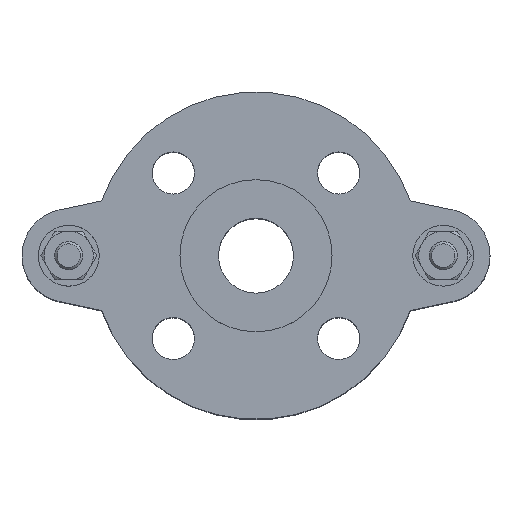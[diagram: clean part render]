
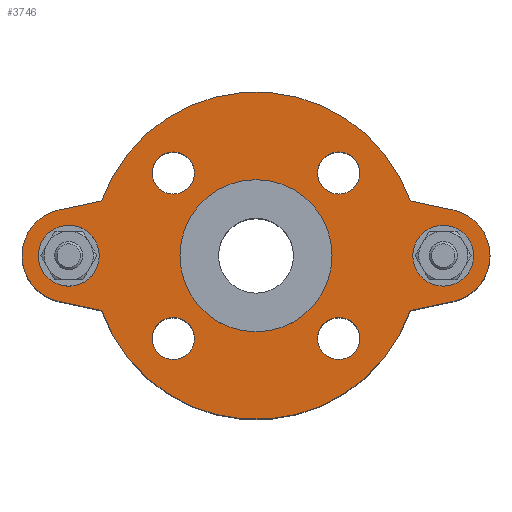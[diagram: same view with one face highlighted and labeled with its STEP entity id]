
A CAD part, top view. The second image highlights one B-rep face of the part: STEP entity #3746.
In plain terms, the highlighted planar face has unit normal (0, 0, 1).
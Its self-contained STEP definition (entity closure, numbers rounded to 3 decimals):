
#28=FACE_BOUND('',#1059,.T.);
#29=FACE_BOUND('',#1060,.T.);
#30=FACE_BOUND('',#1061,.T.);
#31=FACE_BOUND('',#1062,.T.);
#32=FACE_BOUND('',#1063,.T.);
#33=FACE_BOUND('',#1064,.T.);
#34=FACE_BOUND('',#1065,.T.);
#432=LINE('',#6049,#600);
#436=LINE('',#6058,#604);
#440=LINE('',#6088,#608);
#441=LINE('',#6092,#609);
#600=VECTOR('',#4713,10.);
#604=VECTOR('',#4719,10.);
#608=VECTOR('',#4755,10.);
#609=VECTOR('',#4758,10.);
#834=FACE_OUTER_BOUND('',#1058,.T.);
#1058=EDGE_LOOP('',(#2900,#2901,#2902,#2903,#2904,#2905,#2906,#2907));
#1059=EDGE_LOOP('',(#2908,#2909));
#1060=EDGE_LOOP('',(#2910,#2911));
#1061=EDGE_LOOP('',(#2912,#2913));
#1062=EDGE_LOOP('',(#2914,#2915));
#1063=EDGE_LOOP('',(#2916,#2917));
#1064=EDGE_LOOP('',(#2918,#2919));
#1065=EDGE_LOOP('',(#2920,#2921));
#1289=CIRCLE('',#4053,20.);
#1292=CIRCLE('',#4058,13.);
#1293=CIRCLE('',#4059,13.);
#1298=CIRCLE('',#4066,70.);
#1299=CIRCLE('',#4067,20.);
#1300=CIRCLE('',#4068,70.);
#1301=CIRCLE('',#4069,32.5);
#1302=CIRCLE('',#4070,32.5);
#1303=CIRCLE('',#4071,9.);
#1304=CIRCLE('',#4072,9.);
#1305=CIRCLE('',#4073,9.);
#1306=CIRCLE('',#4074,9.);
#1307=CIRCLE('',#4075,9.);
#1308=CIRCLE('',#4076,9.);
#1309=CIRCLE('',#4077,9.);
#1310=CIRCLE('',#4078,9.);
#1311=CIRCLE('',#4079,13.);
#1312=CIRCLE('',#4080,13.);
#1602=VERTEX_POINT('',#6046);
#1603=VERTEX_POINT('',#6048);
#1606=VERTEX_POINT('',#6055);
#1607=VERTEX_POINT('',#6057);
#1610=VERTEX_POINT('',#6069);
#1611=VERTEX_POINT('',#6071);
#1616=VERTEX_POINT('',#6085);
#1617=VERTEX_POINT('',#6087);
#1618=VERTEX_POINT('',#6089);
#1619=VERTEX_POINT('',#6091);
#1620=VERTEX_POINT('',#6094);
#1621=VERTEX_POINT('',#6095);
#1622=VERTEX_POINT('',#6098);
#1623=VERTEX_POINT('',#6099);
#1624=VERTEX_POINT('',#6102);
#1625=VERTEX_POINT('',#6103);
#1626=VERTEX_POINT('',#6106);
#1627=VERTEX_POINT('',#6107);
#1628=VERTEX_POINT('',#6110);
#1629=VERTEX_POINT('',#6111);
#1630=VERTEX_POINT('',#6114);
#1631=VERTEX_POINT('',#6115);
#2076=EDGE_CURVE('',#1602,#1603,#432,.T.);
#2080=EDGE_CURVE('',#1606,#1607,#436,.T.);
#2083=EDGE_CURVE('',#1603,#1606,#1289,.T.);
#2087=EDGE_CURVE('',#1611,#1610,#1292,.T.);
#2088=EDGE_CURVE('',#1610,#1611,#1293,.T.);
#2094=EDGE_CURVE('',#1616,#1602,#1298,.T.);
#2095=EDGE_CURVE('',#1616,#1617,#440,.T.);
#2096=EDGE_CURVE('',#1617,#1618,#1299,.T.);
#2097=EDGE_CURVE('',#1618,#1619,#441,.T.);
#2098=EDGE_CURVE('',#1607,#1619,#1300,.T.);
#2099=EDGE_CURVE('',#1620,#1621,#1301,.T.);
#2100=EDGE_CURVE('',#1621,#1620,#1302,.T.);
#2101=EDGE_CURVE('',#1622,#1623,#1303,.T.);
#2102=EDGE_CURVE('',#1623,#1622,#1304,.T.);
#2103=EDGE_CURVE('',#1624,#1625,#1305,.T.);
#2104=EDGE_CURVE('',#1625,#1624,#1306,.T.);
#2105=EDGE_CURVE('',#1626,#1627,#1307,.T.);
#2106=EDGE_CURVE('',#1627,#1626,#1308,.T.);
#2107=EDGE_CURVE('',#1628,#1629,#1309,.T.);
#2108=EDGE_CURVE('',#1629,#1628,#1310,.T.);
#2109=EDGE_CURVE('',#1630,#1631,#1311,.T.);
#2110=EDGE_CURVE('',#1631,#1630,#1312,.T.);
#2900=ORIENTED_EDGE('',*,*,#2080,.F.);
#2901=ORIENTED_EDGE('',*,*,#2083,.F.);
#2902=ORIENTED_EDGE('',*,*,#2076,.F.);
#2903=ORIENTED_EDGE('',*,*,#2094,.F.);
#2904=ORIENTED_EDGE('',*,*,#2095,.T.);
#2905=ORIENTED_EDGE('',*,*,#2096,.T.);
#2906=ORIENTED_EDGE('',*,*,#2097,.T.);
#2907=ORIENTED_EDGE('',*,*,#2098,.F.);
#2908=ORIENTED_EDGE('',*,*,#2087,.T.);
#2909=ORIENTED_EDGE('',*,*,#2088,.T.);
#2910=ORIENTED_EDGE('',*,*,#2099,.T.);
#2911=ORIENTED_EDGE('',*,*,#2100,.T.);
#2912=ORIENTED_EDGE('',*,*,#2101,.T.);
#2913=ORIENTED_EDGE('',*,*,#2102,.T.);
#2914=ORIENTED_EDGE('',*,*,#2103,.T.);
#2915=ORIENTED_EDGE('',*,*,#2104,.T.);
#2916=ORIENTED_EDGE('',*,*,#2105,.T.);
#2917=ORIENTED_EDGE('',*,*,#2106,.T.);
#2918=ORIENTED_EDGE('',*,*,#2107,.T.);
#2919=ORIENTED_EDGE('',*,*,#2108,.T.);
#2920=ORIENTED_EDGE('',*,*,#2109,.T.);
#2921=ORIENTED_EDGE('',*,*,#2110,.T.);
#3616=PLANE('',#4065);
#3746=ADVANCED_FACE('',(#834,#28,#29,#30,#31,#32,#33,#34),#3616,.T.);
#4053=AXIS2_PLACEMENT_3D('',#6062,#4725,#4726);
#4058=AXIS2_PLACEMENT_3D('',#6072,#4736,#4737);
#4059=AXIS2_PLACEMENT_3D('',#6073,#4738,#4739);
#4065=AXIS2_PLACEMENT_3D('',#6084,#4751,#4752);
#4066=AXIS2_PLACEMENT_3D('',#6086,#4753,#4754);
#4067=AXIS2_PLACEMENT_3D('',#6090,#4756,#4757);
#4068=AXIS2_PLACEMENT_3D('',#6093,#4759,#4760);
#4069=AXIS2_PLACEMENT_3D('',#6096,#4761,#4762);
#4070=AXIS2_PLACEMENT_3D('',#6097,#4763,#4764);
#4071=AXIS2_PLACEMENT_3D('',#6100,#4765,#4766);
#4072=AXIS2_PLACEMENT_3D('',#6101,#4767,#4768);
#4073=AXIS2_PLACEMENT_3D('',#6104,#4769,#4770);
#4074=AXIS2_PLACEMENT_3D('',#6105,#4771,#4772);
#4075=AXIS2_PLACEMENT_3D('',#6108,#4773,#4774);
#4076=AXIS2_PLACEMENT_3D('',#6109,#4775,#4776);
#4077=AXIS2_PLACEMENT_3D('',#6112,#4777,#4778);
#4078=AXIS2_PLACEMENT_3D('',#6113,#4779,#4780);
#4079=AXIS2_PLACEMENT_3D('',#6116,#4781,#4782);
#4080=AXIS2_PLACEMENT_3D('',#6117,#4783,#4784);
#4713=DIRECTION('',(-0.978,0.208,0.));
#4719=DIRECTION('',(0.978,0.208,0.));
#4725=DIRECTION('center_axis',(0.,0.,-1.));
#4726=DIRECTION('ref_axis',(-0.208,-0.978,0.));
#4736=DIRECTION('center_axis',(0.,0.,-1.));
#4737=DIRECTION('ref_axis',(-1.,0.,0.));
#4738=DIRECTION('center_axis',(0.,0.,-1.));
#4739=DIRECTION('ref_axis',(-1.,0.,0.));
#4751=DIRECTION('center_axis',(0.,0.,1.));
#4752=DIRECTION('ref_axis',(1.,0.,0.));
#4753=DIRECTION('center_axis',(0.,0.,-1.));
#4754=DIRECTION('ref_axis',(1.,0.,0.));
#4755=DIRECTION('',(0.978,0.208,0.));
#4756=DIRECTION('center_axis',(0.,0.,1.));
#4757=DIRECTION('ref_axis',(0.208,-0.978,0.));
#4758=DIRECTION('',(-0.978,0.208,0.));
#4759=DIRECTION('center_axis',(0.,0.,-1.));
#4760=DIRECTION('ref_axis',(1.,0.,0.));
#4761=DIRECTION('center_axis',(0.,0.,-1.));
#4762=DIRECTION('ref_axis',(1.,0.,0.));
#4763=DIRECTION('center_axis',(0.,0.,-1.));
#4764=DIRECTION('ref_axis',(1.,0.,0.));
#4765=DIRECTION('center_axis',(0.,0.,-1.));
#4766=DIRECTION('ref_axis',(1.,0.,0.));
#4767=DIRECTION('center_axis',(0.,0.,-1.));
#4768=DIRECTION('ref_axis',(1.,0.,0.));
#4769=DIRECTION('center_axis',(0.,0.,-1.));
#4770=DIRECTION('ref_axis',(0.,1.,0.));
#4771=DIRECTION('center_axis',(0.,0.,-1.));
#4772=DIRECTION('ref_axis',(0.,1.,0.));
#4773=DIRECTION('center_axis',(0.,0.,-1.));
#4774=DIRECTION('ref_axis',(-1.,0.,0.));
#4775=DIRECTION('center_axis',(0.,0.,-1.));
#4776=DIRECTION('ref_axis',(-1.,0.,0.));
#4777=DIRECTION('center_axis',(0.,0.,-1.));
#4778=DIRECTION('ref_axis',(0.,-1.,0.));
#4779=DIRECTION('center_axis',(0.,0.,-1.));
#4780=DIRECTION('ref_axis',(0.,-1.,0.));
#4781=DIRECTION('center_axis',(0.,0.,-1.));
#4782=DIRECTION('ref_axis',(1.,0.,0.));
#4783=DIRECTION('center_axis',(0.,0.,-1.));
#4784=DIRECTION('ref_axis',(1.,0.,0.));
#6046=CARTESIAN_POINT('',(-65.962,-23.431,63.75));
#6048=CARTESIAN_POINT('',(-84.158,-19.563,63.75));
#6049=CARTESIAN_POINT('',(-65.962,-23.431,63.75));
#6055=CARTESIAN_POINT('',(-84.158,19.563,63.75));
#6057=CARTESIAN_POINT('',(-65.962,23.431,63.75));
#6058=CARTESIAN_POINT('',(-84.158,19.563,63.75));
#6062=CARTESIAN_POINT('Origin',(-80.,0.,63.75));
#6069=CARTESIAN_POINT('',(-67.,0.,63.75));
#6071=CARTESIAN_POINT('',(-69.569,7.758,63.75));
#6072=CARTESIAN_POINT('Origin',(-80.,0.,63.75));
#6073=CARTESIAN_POINT('Origin',(-80.,0.,63.75));
#6084=CARTESIAN_POINT('Origin',(0.,70.,63.75));
#6085=CARTESIAN_POINT('',(65.962,-23.431,63.75));
#6086=CARTESIAN_POINT('Origin',(0.,0.,63.75));
#6087=CARTESIAN_POINT('',(84.158,-19.563,63.75));
#6088=CARTESIAN_POINT('',(65.962,-23.431,63.75));
#6089=CARTESIAN_POINT('',(84.158,19.563,63.75));
#6090=CARTESIAN_POINT('Origin',(80.,0.,63.75));
#6091=CARTESIAN_POINT('',(65.962,23.431,63.75));
#6092=CARTESIAN_POINT('',(84.158,19.563,63.75));
#6093=CARTESIAN_POINT('Origin',(0.,0.,63.75));
#6094=CARTESIAN_POINT('',(0.,32.5,63.75));
#6095=CARTESIAN_POINT('',(0.,-32.5,63.75));
#6096=CARTESIAN_POINT('Origin',(0.,0.,63.75));
#6097=CARTESIAN_POINT('Origin',(0.,0.,63.75));
#6098=CARTESIAN_POINT('',(44.355,35.355,63.75));
#6099=CARTESIAN_POINT('',(26.355,35.355,63.75));
#6100=CARTESIAN_POINT('Origin',(35.355,35.355,63.75));
#6101=CARTESIAN_POINT('Origin',(35.355,35.355,63.75));
#6102=CARTESIAN_POINT('',(-35.355,44.355,63.75));
#6103=CARTESIAN_POINT('',(-35.355,26.355,63.75));
#6104=CARTESIAN_POINT('Origin',(-35.355,35.355,63.75));
#6105=CARTESIAN_POINT('Origin',(-35.355,35.355,63.75));
#6106=CARTESIAN_POINT('',(-44.355,-35.355,63.75));
#6107=CARTESIAN_POINT('',(-26.355,-35.355,63.75));
#6108=CARTESIAN_POINT('Origin',(-35.355,-35.355,63.75));
#6109=CARTESIAN_POINT('Origin',(-35.355,-35.355,63.75));
#6110=CARTESIAN_POINT('',(35.355,-44.355,63.75));
#6111=CARTESIAN_POINT('',(35.355,-26.355,63.75));
#6112=CARTESIAN_POINT('Origin',(35.355,-35.355,63.75));
#6113=CARTESIAN_POINT('Origin',(35.355,-35.355,63.75));
#6114=CARTESIAN_POINT('',(93.,0.,63.75));
#6115=CARTESIAN_POINT('',(67.,0.,63.75));
#6116=CARTESIAN_POINT('Origin',(80.,0.,63.75));
#6117=CARTESIAN_POINT('Origin',(80.,0.,63.75));
